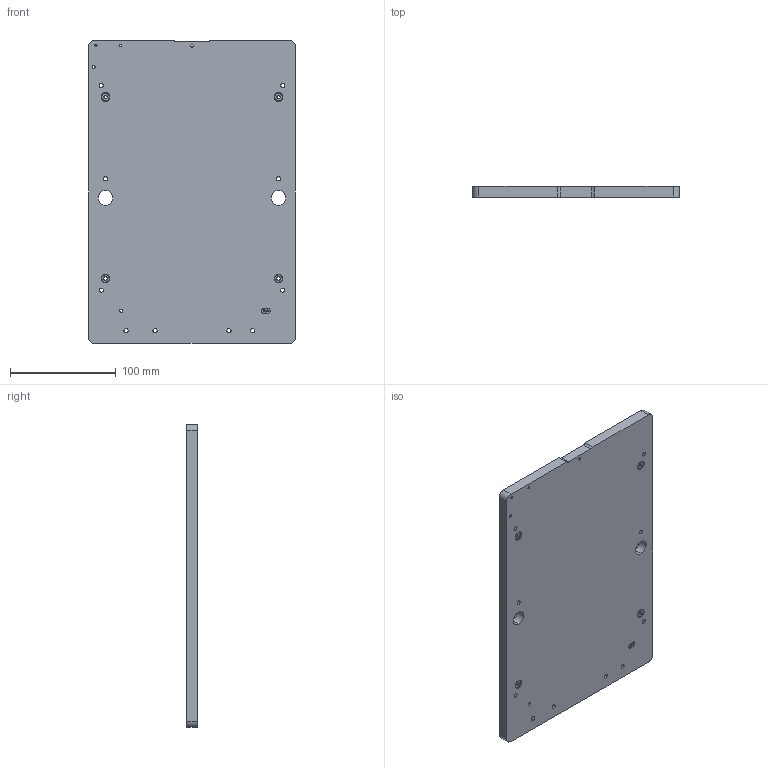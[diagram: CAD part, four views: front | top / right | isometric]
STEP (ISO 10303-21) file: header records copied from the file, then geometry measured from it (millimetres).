
FILE_DESCRIPTION (( 'STEP AP214' ), '1' );
FILE_NAME ('INGUN_45706.STEP', '2025-12-04T10:33:30', ( '' ), ( '' ), 'SwSTEP 2.0', 'SolidWorks 2023', '' );
FILE_SCHEMA (( 'AUTOMOTIVE_DESIGN' ));
Length unit declared in the file: millimetre
Products named in the file (4): Gewindebuchse~n_M04-09,5 offen; 45897~7_für ESD schwarz<Standard>; INGUN_45706; 45897~7_für ESD schwarz<S>
Assembly tree (6 placements, depth 3):
  INGUN_45706
    45897~7_für ESD schwarz<S>
      45897~7_für ESD schwarz<Standard>
      Gewindebuchse~n_M04-09,5 offen  x4
Bounding box: 196 x 10 x 287 mm (x, y, z)
Volume: 551199.1 mm3; surface area: 127591.6 mm2
Topology: 5 solids, 5 shells, 698 faces, 1607 edges, 1062 vertices
Faces by surface type: plane 540, cylinder 134, torus 16, cone 8
Entity records: 8588 total; most frequent: DIRECTION 1576, CARTESIAN_POINT 1421, ORIENTED_EDGE 1348, EDGE_CURVE 674, AXIS2_PLACEMENT_3D 607, VERTEX_POINT 444, EDGE_LOOP 388, VECTOR 362
